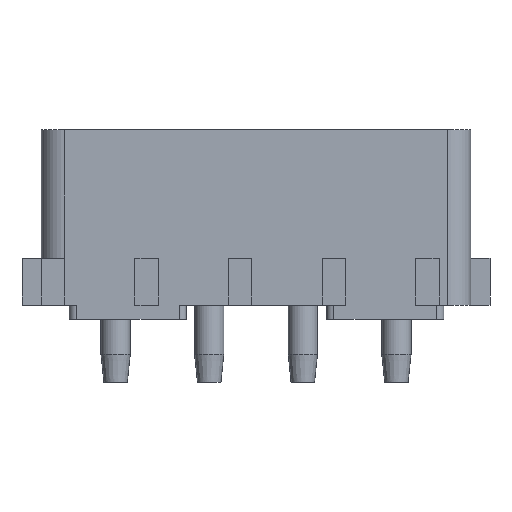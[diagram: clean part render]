
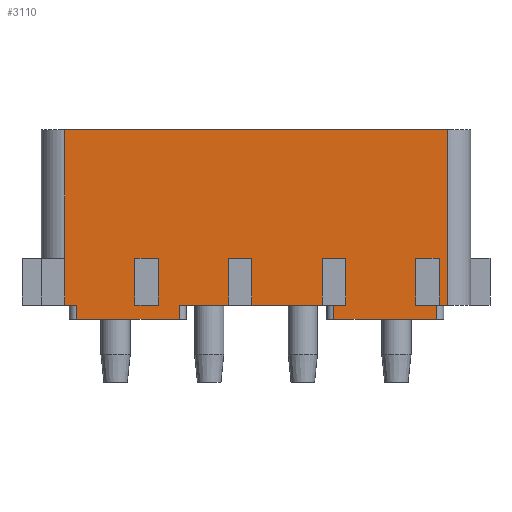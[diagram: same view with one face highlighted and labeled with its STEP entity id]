
A CAD part, front view. The second image highlights one B-rep face of the part: STEP entity #3110.
In plain terms, the highlighted planar face has unit normal (0, -1, 0).
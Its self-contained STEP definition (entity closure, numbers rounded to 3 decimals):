
#2518=CARTESIAN_POINT('',(-5.302,-4.128,0.762));
#2519=VERTEX_POINT('',#2518);
#2536=CARTESIAN_POINT('',(-6.572,-4.128,0.762));
#2537=VERTEX_POINT('',#2536);
#2544=CARTESIAN_POINT('',(-5.302,-4.128,0.762));
#2545=DIRECTION('',(-1.0,0.0,0.0));
#2546=VECTOR('',#2545,1.27);
#2547=LINE('',#2544,#2546);
#2548=EDGE_CURVE('',#2519,#2537,#2547,.T.);
#2694=CARTESIAN_POINT('',(10.382,-4.127,0.762));
#2695=VERTEX_POINT('',#2694);
#2703=CARTESIAN_POINT('',(9.938,-4.127,0.762));
#2704=VERTEX_POINT('',#2703);
#2705=CARTESIAN_POINT('',(9.938,-4.127,0.762));
#2706=DIRECTION('',(1.0,0.0,0.0));
#2707=VECTOR('',#2706,0.445);
#2708=LINE('',#2705,#2707);
#2709=EDGE_CURVE('',#2704,#2695,#2708,.T.);
#2727=CARTESIAN_POINT('',(8.668,-4.127,0.762));
#2728=VERTEX_POINT('',#2727);
#2735=CARTESIAN_POINT('',(9.811,-4.127,0.762));
#2736=VERTEX_POINT('',#2735);
#2737=CARTESIAN_POINT('',(8.668,-4.127,0.762));
#2738=DIRECTION('',(1.0,0.0,0.0));
#2739=VECTOR('',#2738,1.143);
#2740=LINE('',#2737,#2739);
#2741=EDGE_CURVE('',#2728,#2736,#2740,.T.);
#2760=CARTESIAN_POINT('',(4.223,-4.128,0.762));
#2761=VERTEX_POINT('',#2760);
#2769=CARTESIAN_POINT('',(4.858,-4.128,0.762));
#2770=VERTEX_POINT('',#2769);
#2771=CARTESIAN_POINT('',(4.223,-4.128,0.762));
#2772=DIRECTION('',(1.0,0.0,0.0));
#2773=VECTOR('',#2772,0.635);
#2774=LINE('',#2771,#2773);
#2775=EDGE_CURVE('',#2761,#2770,#2774,.T.);
#2793=CARTESIAN_POINT('',(3.588,-4.128,0.762));
#2794=VERTEX_POINT('',#2793);
#2801=CARTESIAN_POINT('',(-0.222,-4.128,0.762));
#2802=VERTEX_POINT('',#2801);
#2803=CARTESIAN_POINT('',(-0.222,-4.128,0.762));
#2804=DIRECTION('',(1.0,0.0,0.0));
#2805=VECTOR('',#2804,3.81);
#2806=LINE('',#2803,#2805);
#2807=EDGE_CURVE('',#2802,#2794,#2806,.T.);
#2825=CARTESIAN_POINT('',(-1.492,-4.128,0.762));
#2826=VERTEX_POINT('',#2825);
#2833=CARTESIAN_POINT('',(-4.159,-4.128,0.762));
#2834=VERTEX_POINT('',#2833);
#2835=CARTESIAN_POINT('',(-4.159,-4.128,0.762));
#2836=DIRECTION('',(1.0,0.0,0.0));
#2837=VECTOR('',#2836,2.667);
#2838=LINE('',#2835,#2837);
#2839=EDGE_CURVE('',#2834,#2826,#2838,.T.);
#2858=CARTESIAN_POINT('',(-9.747,-4.128,0.762));
#2859=VERTEX_POINT('',#2858);
#2867=CARTESIAN_POINT('',(-10.382,-4.128,0.762));
#2868=VERTEX_POINT('',#2867);
#2869=CARTESIAN_POINT('',(-10.382,-4.128,0.762));
#2870=DIRECTION('',(1.0,0.0,0.0));
#2871=VECTOR('',#2870,0.635);
#2872=LINE('',#2869,#2871);
#2873=EDGE_CURVE('',#2868,#2859,#2872,.T.);
#2932=CARTESIAN_POINT('',(-11.42,-4.128,-0.514));
#2933=DIRECTION('',(0.0,-1.0,0.0));
#2934=DIRECTION('',(1.0,0.0,0.0));
#2935=AXIS2_PLACEMENT_3D('',#2932,#2933,#2934);
#2936=PLANE('',#2935);
#2937=CARTESIAN_POINT('',(4.223,-4.128,0.));
#2938=VERTEX_POINT('',#2937);
#2939=CARTESIAN_POINT('',(4.223,-4.128,0.762));
#2940=DIRECTION('',(0.0,0.0,-1.0));
#2941=VECTOR('',#2940,0.762);
#2942=LINE('',#2939,#2941);
#2943=EDGE_CURVE('',#2761,#2938,#2942,.T.);
#2944=ORIENTED_EDGE('',*,*,#2943,.T.);
#2945=CARTESIAN_POINT('',(9.811,-4.127,0.));
#2946=VERTEX_POINT('',#2945);
#2947=CARTESIAN_POINT('',(9.811,-4.127,0.));
#2948=DIRECTION('',(-1.0,0.0,0.0));
#2949=VECTOR('',#2948,5.588);
#2950=LINE('',#2947,#2949);
#2951=EDGE_CURVE('',#2946,#2938,#2950,.T.);
#2952=ORIENTED_EDGE('',*,*,#2951,.F.);
#2953=CARTESIAN_POINT('',(9.811,-4.127,0.762));
#2954=DIRECTION('',(0.0,0.0,-1.0));
#2955=VECTOR('',#2954,0.762);
#2956=LINE('',#2953,#2955);
#2957=EDGE_CURVE('',#2736,#2946,#2956,.T.);
#2958=ORIENTED_EDGE('',*,*,#2957,.F.);
#2959=ORIENTED_EDGE('',*,*,#2741,.F.);
#2960=CARTESIAN_POINT('',(8.668,-4.127,3.302));
#2961=VERTEX_POINT('',#2960);
#2962=CARTESIAN_POINT('',(8.668,-4.127,0.762));
#2963=DIRECTION('',(0.0,0.0,1.0));
#2964=VECTOR('',#2963,2.54);
#2965=LINE('',#2962,#2964);
#2966=EDGE_CURVE('',#2728,#2961,#2965,.T.);
#2967=ORIENTED_EDGE('',*,*,#2966,.T.);
#2968=CARTESIAN_POINT('',(9.938,-4.127,3.302));
#2969=VERTEX_POINT('',#2968);
#2970=CARTESIAN_POINT('',(8.668,-4.127,3.302));
#2971=DIRECTION('',(1.0,0.0,0.0));
#2972=VECTOR('',#2971,1.27);
#2973=LINE('',#2970,#2972);
#2974=EDGE_CURVE('',#2961,#2969,#2973,.T.);
#2975=ORIENTED_EDGE('',*,*,#2974,.T.);
#2976=CARTESIAN_POINT('',(9.938,-4.127,3.302));
#2977=DIRECTION('',(0.0,0.0,-1.0));
#2978=VECTOR('',#2977,2.54);
#2979=LINE('',#2976,#2978);
#2980=EDGE_CURVE('',#2969,#2704,#2979,.T.);
#2981=ORIENTED_EDGE('',*,*,#2980,.T.);
#2982=ORIENTED_EDGE('',*,*,#2709,.T.);
#2983=CARTESIAN_POINT('',(10.382,-4.127,10.287));
#2984=VERTEX_POINT('',#2983);
#2985=CARTESIAN_POINT('',(10.382,-4.127,0.762));
#2986=DIRECTION('',(0.0,0.0,1.0));
#2987=VECTOR('',#2986,9.525);
#2988=LINE('',#2985,#2987);
#2989=EDGE_CURVE('',#2695,#2984,#2988,.T.);
#2990=ORIENTED_EDGE('',*,*,#2989,.T.);
#2991=CARTESIAN_POINT('',(-10.382,-4.128,10.287));
#2992=VERTEX_POINT('',#2991);
#2993=CARTESIAN_POINT('',(-10.382,-4.128,10.287));
#2994=DIRECTION('',(1.0,0.0,0.0));
#2995=VECTOR('',#2994,20.765);
#2996=LINE('',#2993,#2995);
#2997=EDGE_CURVE('',#2992,#2984,#2996,.T.);
#2998=ORIENTED_EDGE('',*,*,#2997,.F.);
#2999=CARTESIAN_POINT('',(-10.382,-4.128,3.302));
#3000=VERTEX_POINT('',#2999);
#3001=CARTESIAN_POINT('',(-10.382,-4.128,3.302));
#3002=DIRECTION('',(0.0,0.0,1.0));
#3003=VECTOR('',#3002,6.985);
#3004=LINE('',#3001,#3003);
#3005=EDGE_CURVE('',#3000,#2992,#3004,.T.);
#3006=ORIENTED_EDGE('',*,*,#3005,.F.);
#3007=CARTESIAN_POINT('',(-10.382,-4.128,0.762));
#3008=DIRECTION('',(0.0,0.0,1.0));
#3009=VECTOR('',#3008,2.54);
#3010=LINE('',#3007,#3009);
#3011=EDGE_CURVE('',#2868,#3000,#3010,.T.);
#3012=ORIENTED_EDGE('',*,*,#3011,.F.);
#3013=ORIENTED_EDGE('',*,*,#2873,.T.);
#3014=CARTESIAN_POINT('',(-9.747,-4.128,0.));
#3015=VERTEX_POINT('',#3014);
#3016=CARTESIAN_POINT('',(-9.747,-4.128,0.762));
#3017=DIRECTION('',(0.0,0.0,-1.0));
#3018=VECTOR('',#3017,0.762);
#3019=LINE('',#3016,#3018);
#3020=EDGE_CURVE('',#2859,#3015,#3019,.T.);
#3021=ORIENTED_EDGE('',*,*,#3020,.T.);
#3022=CARTESIAN_POINT('',(-4.159,-4.128,0.));
#3023=VERTEX_POINT('',#3022);
#3024=CARTESIAN_POINT('',(-4.159,-4.128,0.));
#3025=DIRECTION('',(-1.0,0.0,0.0));
#3026=VECTOR('',#3025,5.588);
#3027=LINE('',#3024,#3026);
#3028=EDGE_CURVE('',#3023,#3015,#3027,.T.);
#3029=ORIENTED_EDGE('',*,*,#3028,.F.);
#3030=CARTESIAN_POINT('',(-4.159,-4.128,0.762));
#3031=DIRECTION('',(0.0,0.0,-1.0));
#3032=VECTOR('',#3031,0.762);
#3033=LINE('',#3030,#3032);
#3034=EDGE_CURVE('',#2834,#3023,#3033,.T.);
#3035=ORIENTED_EDGE('',*,*,#3034,.F.);
#3036=ORIENTED_EDGE('',*,*,#2839,.T.);
#3037=CARTESIAN_POINT('',(-1.492,-4.128,3.302));
#3038=VERTEX_POINT('',#3037);
#3039=CARTESIAN_POINT('',(-1.492,-4.128,3.302));
#3040=DIRECTION('',(0.0,0.0,-1.0));
#3041=VECTOR('',#3040,2.54);
#3042=LINE('',#3039,#3041);
#3043=EDGE_CURVE('',#3038,#2826,#3042,.T.);
#3044=ORIENTED_EDGE('',*,*,#3043,.F.);
#3045=CARTESIAN_POINT('',(-0.222,-4.128,3.302));
#3046=VERTEX_POINT('',#3045);
#3047=CARTESIAN_POINT('',(-1.492,-4.128,3.302));
#3048=DIRECTION('',(1.0,0.0,0.0));
#3049=VECTOR('',#3048,1.27);
#3050=LINE('',#3047,#3049);
#3051=EDGE_CURVE('',#3038,#3046,#3050,.T.);
#3052=ORIENTED_EDGE('',*,*,#3051,.T.);
#3053=CARTESIAN_POINT('',(-0.222,-4.128,3.302));
#3054=DIRECTION('',(0.0,0.0,-1.0));
#3055=VECTOR('',#3054,2.54);
#3056=LINE('',#3053,#3055);
#3057=EDGE_CURVE('',#3046,#2802,#3056,.T.);
#3058=ORIENTED_EDGE('',*,*,#3057,.T.);
#3059=ORIENTED_EDGE('',*,*,#2807,.T.);
#3060=CARTESIAN_POINT('',(3.588,-4.128,3.302));
#3061=VERTEX_POINT('',#3060);
#3062=CARTESIAN_POINT('',(3.588,-4.128,3.302));
#3063=DIRECTION('',(0.0,0.0,-1.0));
#3064=VECTOR('',#3063,2.54);
#3065=LINE('',#3062,#3064);
#3066=EDGE_CURVE('',#3061,#2794,#3065,.T.);
#3067=ORIENTED_EDGE('',*,*,#3066,.F.);
#3068=CARTESIAN_POINT('',(4.858,-4.128,3.302));
#3069=VERTEX_POINT('',#3068);
#3070=CARTESIAN_POINT('',(3.588,-4.128,3.302));
#3071=DIRECTION('',(1.0,0.0,0.0));
#3072=VECTOR('',#3071,1.27);
#3073=LINE('',#3070,#3072);
#3074=EDGE_CURVE('',#3061,#3069,#3073,.T.);
#3075=ORIENTED_EDGE('',*,*,#3074,.T.);
#3076=CARTESIAN_POINT('',(4.858,-4.128,0.762));
#3077=DIRECTION('',(0.0,0.0,1.0));
#3078=VECTOR('',#3077,2.54);
#3079=LINE('',#3076,#3078);
#3080=EDGE_CURVE('',#2770,#3069,#3079,.T.);
#3081=ORIENTED_EDGE('',*,*,#3080,.F.);
#3082=ORIENTED_EDGE('',*,*,#2775,.F.);
#3083=EDGE_LOOP('',(#2944,#2952,#2958,#2959,#2967,#2975,#2981,#2982,#2990,#2998,#3006,#3012,#3013,#3021,#3029,#3035,#3036,#3044,#3052,#3058,#3059,#3067,#3075,#3081,#3082));
#3084=FACE_OUTER_BOUND('',#3083,.T.);
#3085=CARTESIAN_POINT('',(-6.572,-4.128,3.302));
#3086=VERTEX_POINT('',#3085);
#3087=CARTESIAN_POINT('',(-6.572,-4.128,0.762));
#3088=DIRECTION('',(0.0,0.0,1.0));
#3089=VECTOR('',#3088,2.54);
#3090=LINE('',#3087,#3089);
#3091=EDGE_CURVE('',#2537,#3086,#3090,.T.);
#3092=ORIENTED_EDGE('',*,*,#3091,.T.);
#3093=CARTESIAN_POINT('',(-5.302,-4.128,3.302));
#3094=VERTEX_POINT('',#3093);
#3095=CARTESIAN_POINT('',(-6.572,-4.128,3.302));
#3096=DIRECTION('',(1.0,0.0,0.0));
#3097=VECTOR('',#3096,1.27);
#3098=LINE('',#3095,#3097);
#3099=EDGE_CURVE('',#3086,#3094,#3098,.T.);
#3100=ORIENTED_EDGE('',*,*,#3099,.T.);
#3101=CARTESIAN_POINT('',(-5.302,-4.128,0.762));
#3102=DIRECTION('',(0.0,0.0,1.0));
#3103=VECTOR('',#3102,2.54);
#3104=LINE('',#3101,#3103);
#3105=EDGE_CURVE('',#2519,#3094,#3104,.T.);
#3106=ORIENTED_EDGE('',*,*,#3105,.F.);
#3107=ORIENTED_EDGE('',*,*,#2548,.T.);
#3108=EDGE_LOOP('',(#3092,#3100,#3106,#3107));
#3109=FACE_BOUND('',#3108,.T.);
#3110=ADVANCED_FACE('',(#3084,#3109),#2936,.T.);
